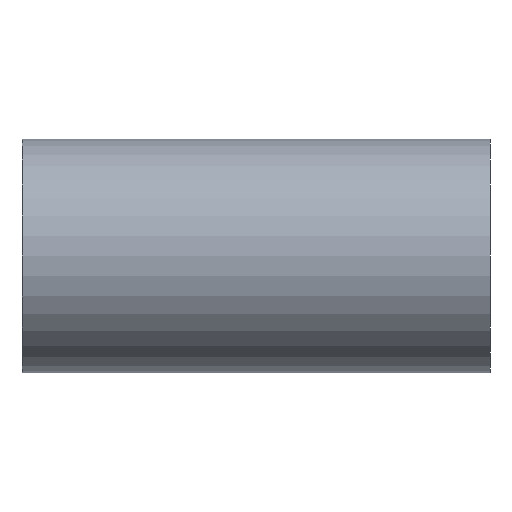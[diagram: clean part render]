
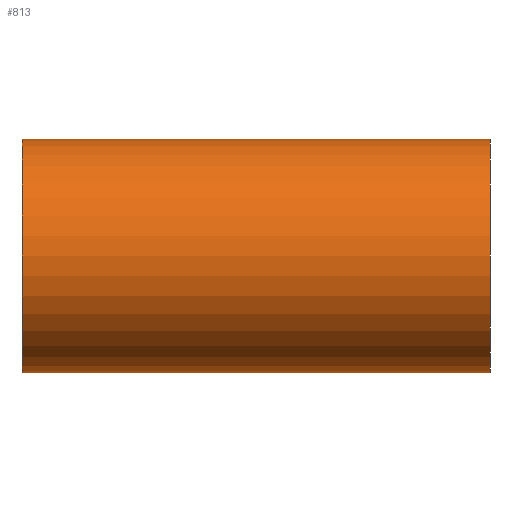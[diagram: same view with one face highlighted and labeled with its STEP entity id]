
A CAD part, left-side view. The second image highlights one B-rep face of the part: STEP entity #813.
In plain terms, the highlighted cylindrical face has radius 6.346 mm (diameter 12.692 mm), a partial arc.
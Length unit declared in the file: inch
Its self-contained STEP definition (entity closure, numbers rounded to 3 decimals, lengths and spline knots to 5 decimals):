
#26 = VERTEX_POINT ( 'NONE', #169 ) ;
#33 = DIRECTION ( 'NONE',  ( 0., -1., 0. ) ) ;
#60 = CARTESIAN_POINT ( 'NONE',  ( 0., 1., 0. ) ) ;
#69 = ORIENTED_EDGE ( 'NONE', *, *, #1016, .T. ) ;
#123 = CARTESIAN_POINT ( 'NONE',  ( 0., 1., -0.24985 ) ) ;
#152 = ORIENTED_EDGE ( 'NONE', *, *, #1008, .F. ) ;
#156 = DIRECTION ( 'NONE',  ( 0., 0., 1. ) ) ;
#169 = CARTESIAN_POINT ( 'NONE',  ( 0., 0., -0.24985 ) ) ;
#200 = ORIENTED_EDGE ( 'NONE', *, *, #1035, .T. ) ;
#215 = LINE ( 'NONE', #1560, #978 ) ;
#286 = VERTEX_POINT ( 'NONE', #435 ) ;
#318 = CARTESIAN_POINT ( 'NONE',  ( 0., 0., 0.24985 ) ) ;
#351 = VERTEX_POINT ( 'NONE', #318 ) ;
#364 = CARTESIAN_POINT ( 'NONE',  ( 0., 0., 0. ) ) ;
#435 = CARTESIAN_POINT ( 'NONE',  ( 0., 1., 0.24985 ) ) ;
#499 = VERTEX_POINT ( 'NONE', #123 ) ;
#502 = DIRECTION ( 'NONE',  ( 0., 0., 1. ) ) ;
#631 = CIRCLE ( 'NONE', #791, 0.24985 ) ;
#678 = LINE ( 'NONE', #1573, #1911 ) ;
#762 = CARTESIAN_POINT ( 'NONE',  ( 0., 1., 0. ) ) ;
#791 = AXIS2_PLACEMENT_3D ( 'NONE', #364, #1435, #502 ) ;
#801 = FACE_OUTER_BOUND ( 'NONE', #1630, .T. ) ;
#813 = ADVANCED_FACE ( 'NONE', ( #801 ), #1618, .T. ) ;
#910 = DIRECTION ( 'NONE',  ( 0., 0., -1. ) ) ;
#958 = ORIENTED_EDGE ( 'NONE', *, *, #1945, .F. ) ;
#978 = VECTOR ( 'NONE', #33, 39.37008 ) ;
#1008 = EDGE_CURVE ( 'NONE', #499, #286, #1534, .T. ) ;
#1016 = EDGE_CURVE ( 'NONE', #499, #26, #678, .T. ) ;
#1035 = EDGE_CURVE ( 'NONE', #26, #351, #631, .T. ) ;
#1076 = DIRECTION ( 'NONE',  ( 0., -1., 0. ) ) ;
#1324 = AXIS2_PLACEMENT_3D ( 'NONE', #762, #1736, #156 ) ;
#1335 = AXIS2_PLACEMENT_3D ( 'NONE', #60, #1076, #910 ) ;
#1435 = DIRECTION ( 'NONE',  ( 0., 1., 0. ) ) ;
#1534 = CIRCLE ( 'NONE', #1324, 0.24985 ) ;
#1560 = CARTESIAN_POINT ( 'NONE',  ( 0., 1., 0.24985 ) ) ;
#1573 = CARTESIAN_POINT ( 'NONE',  ( 0., 1., -0.24985 ) ) ;
#1618 = CYLINDRICAL_SURFACE ( 'NONE', #1335, 0.24985 ) ;
#1630 = EDGE_LOOP ( 'NONE', ( #958, #152, #69, #200 ) ) ;
#1736 = DIRECTION ( 'NONE',  ( 0., 1., 0. ) ) ;
#1806 = DIRECTION ( 'NONE',  ( 0., -1., 0. ) ) ;
#1911 = VECTOR ( 'NONE', #1806, 39.37008 ) ;
#1945 = EDGE_CURVE ( 'NONE', #286, #351, #215, .T. ) ;
